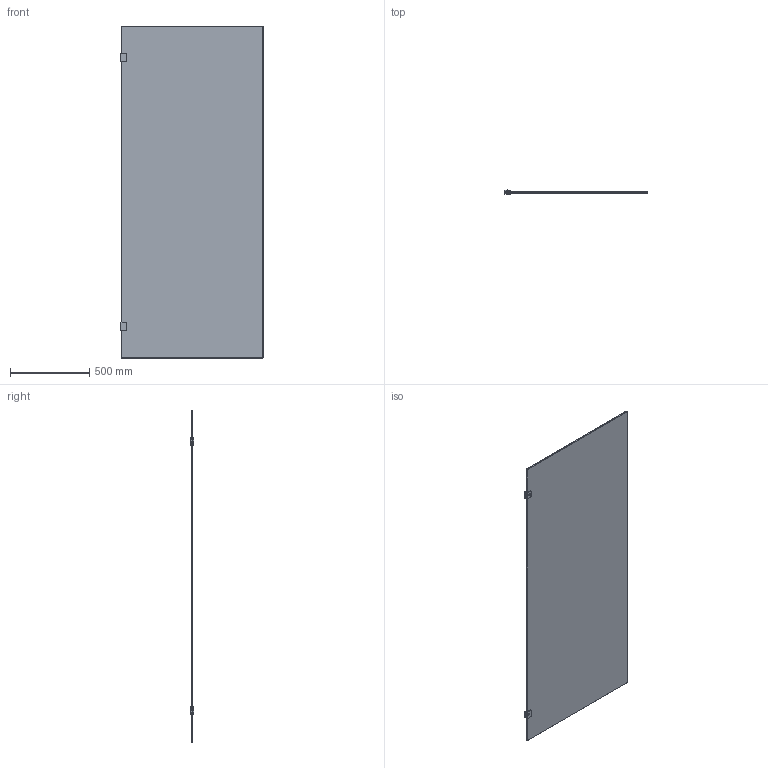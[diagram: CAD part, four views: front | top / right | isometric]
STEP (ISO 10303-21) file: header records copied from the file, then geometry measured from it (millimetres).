
FILE_DESCRIPTION(/* description */ (''),/* implementation_level */ '2;1');
FILE_NAME(/* name */ 'STEP - W31SC01 900 clip_1710051-1710075-1710099-1710123-1710147',/* time_stamp */ '2024-08-13T13:56:43+10:00',/* author */ (''),/* organization */ (''),/* preprocessor_version */ 'ST-DEVELOPER v16.5',/* originating_system */ 'Rhino 7.23',/* authorisation */ '');
FILE_SCHEMA (('AUTOMOTIVE_DESIGN'));
Length unit declared in the file: millimetre
Products named in the file (10): Document; W31SC01ǽ����-�� \X2\FFFD2CA305B1
 900x2100x1026; 25; s1900A-�ɺ�24; s1900A-�ɺ�1314; hex lobular socket ctsk screws gb_GB_MC_SCREW_TYPE12 M6X14-10.7-N20; ���װ�θ�-�ɺ�1
8; ǽ��-2-�ɺ�23; ǽ��-1-�ɺ�891011; H31�̲�-W3116
Assembly tree (11 placements, depth 4):
  Document
    W31SC01ǽ����-�� \X2\FFFD2CA305B1
 900x2100x1026
  25  x2
  s1900A-�ɺ�24
  s1900A-�ɺ�1314
        hex lobular socket ctsk screws gb_GB_MC_SCREW_TYPE12 M6X14-10.7-N20
        ���װ�θ�-�ɺ�1
8
        ǽ��-2-�ɺ�23
        ǽ��-1-�ɺ�891011
      H31�̲�-W3116
Bounding box: 900 x 22.5 x 2100 mm (x, y, z)
Volume: 18843009.2 mm3; surface area: 3849306.7 mm2
Topology: 15 solids, 15 shells, 270 faces, 608 edges, 370 vertices
Faces by surface type: plane 124, cylinder 98, bspline 48
Entity records: 4932 total; most frequent: CARTESIAN_POINT 2315, ORIENTED_EDGE 674, EDGE_CURVE 337, VERTEX_POINT 207, B_SPLINE_CURVE_WITH_KNOTS 203, DIRECTION 177, EDGE_LOOP 162, ADVANCED_FACE 149
